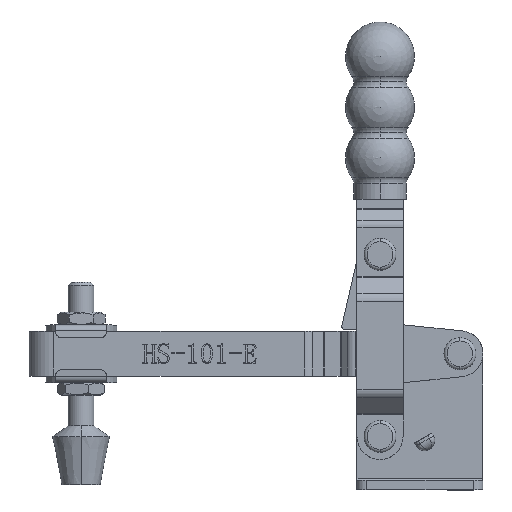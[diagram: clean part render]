
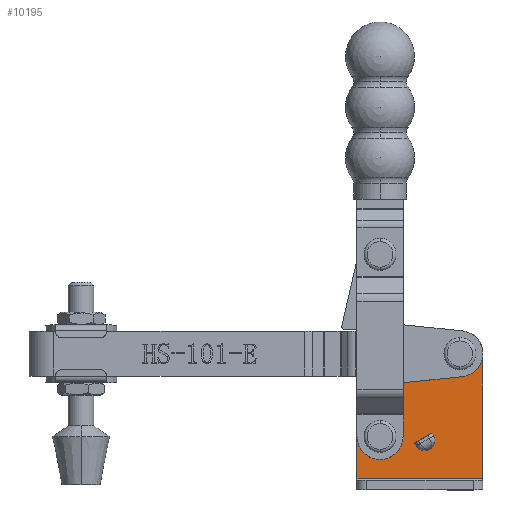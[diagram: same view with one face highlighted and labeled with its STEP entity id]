
A CAD part, top view. The second image highlights one B-rep face of the part: STEP entity #10195.
In plain terms, the highlighted planar face has unit normal (0, 0, 1).
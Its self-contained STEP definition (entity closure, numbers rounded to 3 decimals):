
#516 = CARTESIAN_POINT ( 'NONE',  ( 22.84, 9.789, 3. ) ) ;
#660 = CARTESIAN_POINT ( 'NONE',  ( 23.938, 13.887, 3. ) ) ;
#857 = ORIENTED_EDGE ( 'NONE', *, *, #6674, .F. ) ;
#891 = ORIENTED_EDGE ( 'NONE', *, *, #6671, .F. ) ;
#918 = ORIENTED_EDGE ( 'NONE', *, *, #6667, .T. ) ;
#920 = ORIENTED_EDGE ( 'NONE', *, *, #6665, .T. ) ;
#925 = ORIENTED_EDGE ( 'NONE', *, *, #6660, .F. ) ;
#937 = ORIENTED_EDGE ( 'NONE', *, *, #6673, .F. ) ;
#939 = ORIENTED_EDGE ( 'NONE', *, *, #6656, .F. ) ;
#946 = ORIENTED_EDGE ( 'NONE', *, *, #6675, .T. ) ;
#948 = ORIENTED_EDGE ( 'NONE', *, *, #6664, .F. ) ;
#974 = ORIENTED_EDGE ( 'NONE', *, *, #6666, .T. ) ;
#984 = ORIENTED_EDGE ( 'NONE', *, *, #6669, .T. ) ;
#991 = ORIENTED_EDGE ( 'NONE', *, *, #6668, .T. ) ;
#1013 = ORIENTED_EDGE ( 'NONE', *, *, #6672, .F. ) ;
#1035 = ORIENTED_EDGE ( 'NONE', *, *, #6676, .F. ) ;
#1037 = ORIENTED_EDGE ( 'NONE', *, *, #6670, .F. ) ;
#1141 = CARTESIAN_POINT ( 'NONE',  ( 22.646, 9.677, 3. ) ) ;
#1174 = CARTESIAN_POINT ( 'NONE',  ( 27.021, 44.582, 3. ) ) ;
#1224 = CARTESIAN_POINT ( 'NONE',  ( 18.048, 11.641, 3. ) ) ;
#1269 = CARTESIAN_POINT ( 'NONE',  ( 10.4, 13.692, 3. ) ) ;
#1314 = CARTESIAN_POINT ( 'NONE',  ( 18.548, 10.775, 3. ) ) ;
#1326 = CARTESIAN_POINT ( 'NONE',  ( 35.4, 39.58, 3. ) ) ;
#1373 = CARTESIAN_POINT ( 'NONE',  ( 39.4, 0.5, 3. ) ) ;
#1411 = CARTESIAN_POINT ( 'NONE',  ( 29., 39.58, 3. ) ) ;
#1433 = CARTESIAN_POINT ( 'NONE',  ( 39.4, 39.58, 3. ) ) ;
#1452 = CARTESIAN_POINT ( 'NONE',  ( 0., 0.5, 3. ) ) ;
#1458 = CARTESIAN_POINT ( 'NONE',  ( 23.438, 14.753, 3. ) ) ;
#1460 = CARTESIAN_POINT ( 'NONE',  ( 0., 13.692, 3. ) ) ;
#1465 = CARTESIAN_POINT ( 'NONE',  ( 2.021, 18.693, 3. ) ) ;
#1507 = CARTESIAN_POINT ( 'NONE',  ( 4., 13.692, 3. ) ) ;
#4651 = DIRECTION ( 'NONE',  ( -1., 0., 0. ) ) ;
#4658 = DIRECTION ( 'NONE',  ( 0., 0., -1. ) ) ;
#4762 = CARTESIAN_POINT ( 'NONE',  ( 7.2, 13.692, 3. ) ) ;
#4766 = PLANE ( 'NONE',  #11869 ) ;
#6656 = EDGE_CURVE ( 'NONE', #19635, #20246, #16413, .T. ) ;
#6660 = EDGE_CURVE ( 'NONE', #20114, #20193, #16407, .T. ) ;
#6664 = EDGE_CURVE ( 'NONE', #20150, #19961, #16401, .T. ) ;
#6665 = EDGE_CURVE ( 'NONE', #20150, #20094, #16400, .T. ) ;
#6666 = EDGE_CURVE ( 'NONE', #20094, #20337, #16398, .T. ) ;
#6667 = EDGE_CURVE ( 'NONE', #20337, #19898, #16394, .T. ) ;
#6668 = EDGE_CURVE ( 'NONE', #19898, #19917, #16393, .T. ) ;
#6669 = EDGE_CURVE ( 'NONE', #19917, #19961, #16391, .T. ) ;
#6670 = EDGE_CURVE ( 'NONE', #20193, #20114, #16390, .T. ) ;
#6671 = EDGE_CURVE ( 'NONE', #20246, #19635, #16388, .T. ) ;
#6672 = EDGE_CURVE ( 'NONE', #20290, #20203, #16387, .T. ) ;
#6673 = EDGE_CURVE ( 'NONE', #19928, #20290, #16396, .T. ) ;
#6674 = EDGE_CURVE ( 'NONE', #20534, #19928, #16386, .T. ) ;
#6675 = EDGE_CURVE ( 'NONE', #20534, #20669, #16384, .T. ) ;
#6676 = EDGE_CURVE ( 'NONE', #20367, #20669, #16382, .T. ) ;
#6677 = EDGE_CURVE ( 'NONE', #20367, #20203, #16380, .T. ) ;
#10195 = ADVANCED_FACE ( 'NONE', ( #13262, #12886, #12945, #12887 ), #4766, .F. ) ;
#11571 = AXIS2_PLACEMENT_3D ( 'NONE', #19327, #19325, #19323 ) ;
#11573 = AXIS2_PLACEMENT_3D ( 'NONE', #19297, #19295, #19294 ) ;
#11575 = AXIS2_PLACEMENT_3D ( 'NONE', #19255, #19253, #19251 ) ;
#11576 = AXIS2_PLACEMENT_3D ( 'NONE', #19243, #19242, #19240 ) ;
#11577 = AXIS2_PLACEMENT_3D ( 'NONE', #19232, #19229, #19226 ) ;
#11578 = AXIS2_PLACEMENT_3D ( 'NONE', #19221, #19219, #19217 ) ;
#11579 = AXIS2_PLACEMENT_3D ( 'NONE', #19200, #19198, #19196 ) ;
#11580 = AXIS2_PLACEMENT_3D ( 'NONE', #19185, #19183, #19181 ) ;
#11869 = AXIS2_PLACEMENT_3D ( 'NONE', #4762, #4658, #4651 ) ;
#12886 = FACE_BOUND ( 'NONE', #19673, .T. ) ;
#12887 = FACE_BOUND ( 'NONE', #19820, .T. ) ;
#12945 = FACE_BOUND ( 'NONE', #19979, .T. ) ;
#13262 = FACE_OUTER_BOUND ( 'NONE', #20044, .T. ) ;
#16378 = VECTOR ( 'NONE', #19207, 1000. ) ;
#16380 = CIRCLE ( 'NONE', #11580, 3. ) ;
#16381 = VECTOR ( 'NONE', #19210, 1000. ) ;
#16382 = LINE ( 'NONE', #19202, #16378 ) ;
#16383 = VECTOR ( 'NONE', #19213, 1000. ) ;
#16384 = CIRCLE ( 'NONE', #11579, 3. ) ;
#16385 = VECTOR ( 'NONE', #19233, 1000. ) ;
#16386 = LINE ( 'NONE', #19224, #16381 ) ;
#16387 = LINE ( 'NONE', #19236, #16385 ) ;
#16388 = CIRCLE ( 'NONE', #11578, 3.2 ) ;
#16389 = VECTOR ( 'NONE', #19257, 1000. ) ;
#16390 = CIRCLE ( 'NONE', #11577, 3.2 ) ;
#16391 = LINE ( 'NONE', #19259, #16389 ) ;
#16392 = VECTOR ( 'NONE', #19273, 1000. ) ;
#16393 = CIRCLE ( 'NONE', #11576, 7.2 ) ;
#16394 = LINE ( 'NONE', #19262, #16392 ) ;
#16395 = VECTOR ( 'NONE', #19271, 1000. ) ;
#16396 = LINE ( 'NONE', #19222, #16383 ) ;
#16397 = VECTOR ( 'NONE', #19275, 1000. ) ;
#16398 = CIRCLE ( 'NONE', #11575, 7.2 ) ;
#16400 = LINE ( 'NONE', #19288, #16395 ) ;
#16401 = LINE ( 'NONE', #19290, #16397 ) ;
#16407 = CIRCLE ( 'NONE', #11573, 3.2 ) ;
#16413 = CIRCLE ( 'NONE', #11571, 3.2 ) ;
#17658 = ORIENTED_EDGE ( 'NONE', *, *, #6677, .T. ) ;
#19181 = DIRECTION ( 'NONE',  ( -1., 0., 0. ) ) ;
#19183 = DIRECTION ( 'NONE',  ( 0., 0., -1. ) ) ;
#19185 = CARTESIAN_POINT ( 'NONE',  ( 21.146, 12.275, 3. ) ) ;
#19196 = DIRECTION ( 'NONE',  ( -1., 0., 0. ) ) ;
#19198 = DIRECTION ( 'NONE',  ( 0., 0., -1. ) ) ;
#19200 = CARTESIAN_POINT ( 'NONE',  ( 21.34, 12.387, 3. ) ) ;
#19202 = CARTESIAN_POINT ( 'NONE',  ( 20.048, 8.177, 3. ) ) ;
#19207 = DIRECTION ( 'NONE',  ( 0.866, 0.5, 0. ) ) ;
#19210 = DIRECTION ( 'NONE',  ( -0.5, 0.866, 0. ) ) ;
#19213 = DIRECTION ( 'NONE',  ( -0.866, -0.5, 0. ) ) ;
#19217 = DIRECTION ( 'NONE',  ( 1., 0., 0. ) ) ;
#19219 = DIRECTION ( 'NONE',  ( 0., 0., 1. ) ) ;
#19221 = CARTESIAN_POINT ( 'NONE',  ( 7.2, 13.692, 3. ) ) ;
#19222 = CARTESIAN_POINT ( 'NONE',  ( 18.048, 11.641, 3. ) ) ;
#19224 = CARTESIAN_POINT ( 'NONE',  ( 25.438, 11.289, 3. ) ) ;
#19226 = DIRECTION ( 'NONE',  ( 1., 0., 0. ) ) ;
#19229 = DIRECTION ( 'NONE',  ( 0., 0., 1. ) ) ;
#19232 = CARTESIAN_POINT ( 'NONE',  ( 32.2, 39.58, 3. ) ) ;
#19233 = DIRECTION ( 'NONE',  ( 0.5, -0.866, 0. ) ) ;
#19236 = CARTESIAN_POINT ( 'NONE',  ( 18.048, 11.641, 3. ) ) ;
#19240 = DIRECTION ( 'NONE',  ( -1., 0., 0. ) ) ;
#19242 = DIRECTION ( 'NONE',  ( 0., 0., 1. ) ) ;
#19243 = CARTESIAN_POINT ( 'NONE',  ( 7.2, 13.692, 3. ) ) ;
#19251 = DIRECTION ( 'NONE',  ( -1., 0., 0. ) ) ;
#19253 = DIRECTION ( 'NONE',  ( 0., 0., 1. ) ) ;
#19255 = CARTESIAN_POINT ( 'NONE',  ( 32.2, 39.58, 3. ) ) ;
#19257 = DIRECTION ( 'NONE',  ( 0., -1., 0. ) ) ;
#19259 = CARTESIAN_POINT ( 'NONE',  ( 0., 0., 3. ) ) ;
#19262 = CARTESIAN_POINT ( 'NONE',  ( 2.021, 18.693, 3. ) ) ;
#19271 = DIRECTION ( 'NONE',  ( 0., 1., 0. ) ) ;
#19273 = DIRECTION ( 'NONE',  ( -0.695, -0.719, 0. ) ) ;
#19275 = DIRECTION ( 'NONE',  ( -1., 0., 0. ) ) ;
#19288 = CARTESIAN_POINT ( 'NONE',  ( 39.4, 39.58, 3. ) ) ;
#19290 = CARTESIAN_POINT ( 'NONE',  ( 39.4, 0.5, 3. ) ) ;
#19294 = DIRECTION ( 'NONE',  ( 1., 0., 0. ) ) ;
#19295 = DIRECTION ( 'NONE',  ( 0., 0., 1. ) ) ;
#19297 = CARTESIAN_POINT ( 'NONE',  ( 32.2, 39.58, 3. ) ) ;
#19323 = DIRECTION ( 'NONE',  ( 1., 0., 0. ) ) ;
#19325 = DIRECTION ( 'NONE',  ( 0., 0., 1. ) ) ;
#19327 = CARTESIAN_POINT ( 'NONE',  ( 7.2, 13.692, 3. ) ) ;
#19635 = VERTEX_POINT ( 'NONE', #1507 ) ;
#19673 = EDGE_LOOP ( 'NONE', ( #925, #1037 ) ) ;
#19820 = EDGE_LOOP ( 'NONE', ( #1013, #937, #857, #946, #1035, #17658 ) ) ;
#19898 = VERTEX_POINT ( 'NONE', #1465 ) ;
#19917 = VERTEX_POINT ( 'NONE', #1460 ) ;
#19928 = VERTEX_POINT ( 'NONE', #1458 ) ;
#19961 = VERTEX_POINT ( 'NONE', #1452 ) ;
#19979 = EDGE_LOOP ( 'NONE', ( #939, #891 ) ) ;
#20044 = EDGE_LOOP ( 'NONE', ( #948, #920, #974, #918, #991, #984 ) ) ;
#20094 = VERTEX_POINT ( 'NONE', #1433 ) ;
#20114 = VERTEX_POINT ( 'NONE', #1411 ) ;
#20150 = VERTEX_POINT ( 'NONE', #1373 ) ;
#20193 = VERTEX_POINT ( 'NONE', #1326 ) ;
#20203 = VERTEX_POINT ( 'NONE', #1314 ) ;
#20246 = VERTEX_POINT ( 'NONE', #1269 ) ;
#20290 = VERTEX_POINT ( 'NONE', #1224 ) ;
#20337 = VERTEX_POINT ( 'NONE', #1174 ) ;
#20367 = VERTEX_POINT ( 'NONE', #1141 ) ;
#20534 = VERTEX_POINT ( 'NONE', #660 ) ;
#20669 = VERTEX_POINT ( 'NONE', #516 ) ;
